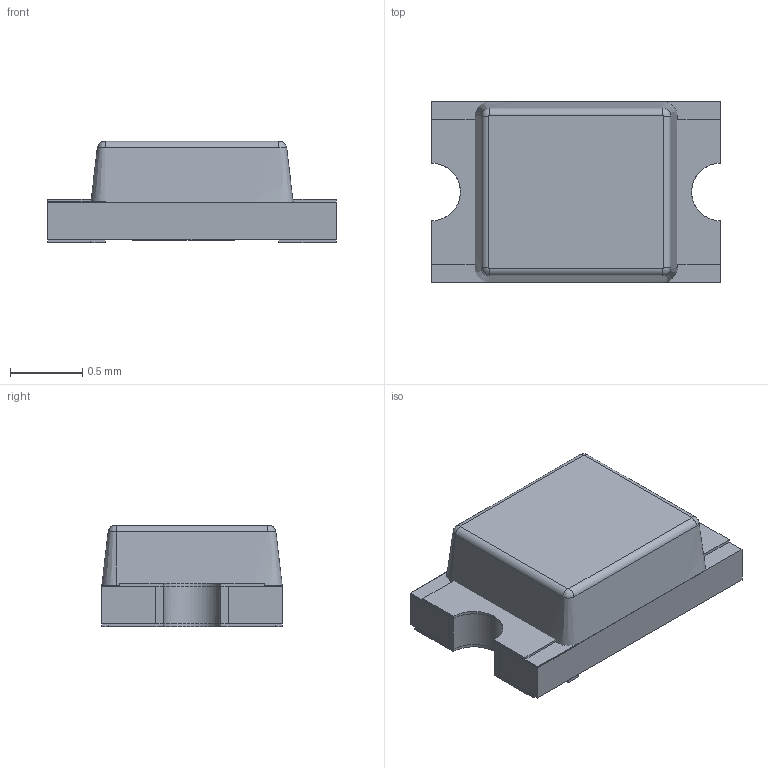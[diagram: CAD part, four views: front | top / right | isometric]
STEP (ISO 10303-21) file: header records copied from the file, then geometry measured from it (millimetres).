
FILE_DESCRIPTION(/* description */ (''),/* implementation_level */ '2;1');
FILE_NAME(/* name */ 'LED_0805_GREEN',/* time_stamp */ '2022-09-11T04:45:47-04:00',/* author */ (''),/* organization */ (''),/* preprocessor_version */ 'ST-DEVELOPER v16.5',/* originating_system */ 'Rhino 7.19',/* authorisation */ '');
FILE_SCHEMA (('AUTOMOTIVE_DESIGN'));
Length unit declared in the file: millimetre
Products named in the file (1): Document
Bounding box: 2 x 1.25 x 0.7 mm (x, y, z)
Volume: 1.3 mm3; surface area: 16.8 mm2
Topology: 9 solids, 9 shells, 114 faces, 270 edges, 174 vertices
Faces by surface type: plane 87, cylinder 21, bspline 6
Entity records: 2989 total; most frequent: CARTESIAN_POINT 1181, ORIENTED_EDGE 540, EDGE_CURVE 270, VERTEX_POINT 174, ADVANCED_FACE 114, FACE_OUTER_BOUND 114, EDGE_LOOP 114, DIRECTION 112
